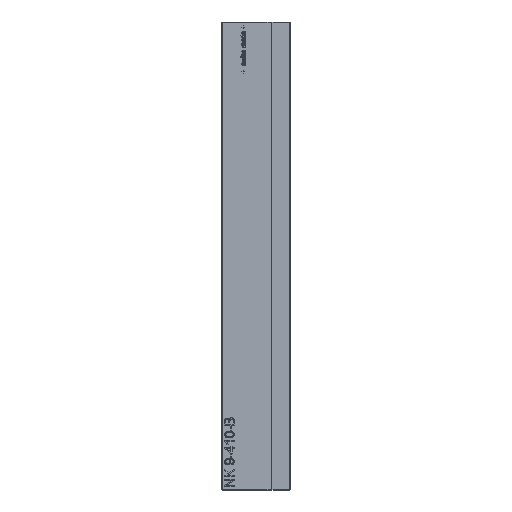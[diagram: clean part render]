
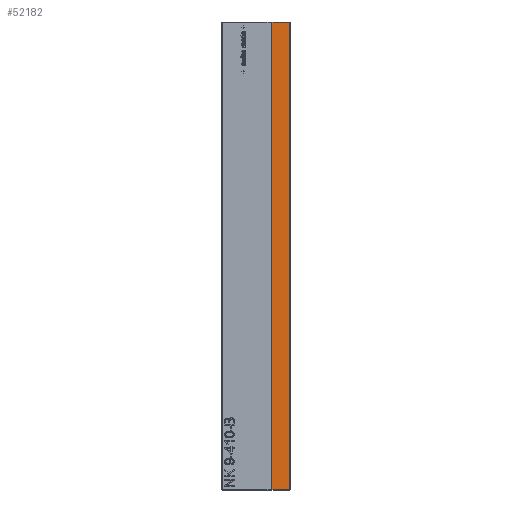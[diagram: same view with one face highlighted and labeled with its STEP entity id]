
A CAD part, left-side view. The second image highlights one B-rep face of the part: STEP entity #52182.
In plain terms, the highlighted planar face has unit normal (-1, 0, 0).
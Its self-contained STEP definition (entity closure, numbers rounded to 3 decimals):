
#51940 = EDGE_CURVE('',#51941,#51943,#51945,.T.);
#51941 = VERTEX_POINT('',#51942);
#51942 = CARTESIAN_POINT('',(-72.5,16.,0.3));
#51943 = VERTEX_POINT('',#51944);
#51944 = CARTESIAN_POINT('',(-72.5,16.,409.7));
#51945 = SURFACE_CURVE('',#51946,(#51950,#51962),.PCURVE_S1.);
#51946 = LINE('',#51947,#51948);
#51947 = CARTESIAN_POINT('',(-72.5,16.,0.));
#51948 = VECTOR('',#51949,1.);
#51949 = DIRECTION('',(0.,0.,1.));
#51950 = PCURVE('',#51951,#51956);
#51951 = PLANE('',#51952);
#51952 = AXIS2_PLACEMENT_3D('',#51953,#51954,#51955);
#51953 = CARTESIAN_POINT('',(-38.99,16.,0.));
#51954 = DIRECTION('',(0.,-1.,0.));
#51955 = DIRECTION('',(-1.,0.,0.));
#51956 = DEFINITIONAL_REPRESENTATION('',(#51957),#51961);
#51957 = LINE('',#51958,#51959);
#51958 = CARTESIAN_POINT('',(33.51,0.));
#51959 = VECTOR('',#51960,1.);
#51960 = DIRECTION('',(0.,-1.));
#51961 = ( GEOMETRIC_REPRESENTATION_CONTEXT(2) 
PARAMETRIC_REPRESENTATION_CONTEXT() REPRESENTATION_CONTEXT('2D SPACE',''
  ) );
#51962 = PCURVE('',#51963,#51968);
#51963 = PLANE('',#51964);
#51964 = AXIS2_PLACEMENT_3D('',#51965,#51966,#51967);
#51965 = CARTESIAN_POINT('',(-72.5,0.,0.));
#51966 = DIRECTION('',(-1.,0.,0.));
#51967 = DIRECTION('',(0.,1.,0.));
#51968 = DEFINITIONAL_REPRESENTATION('',(#51969),#51973);
#51969 = LINE('',#51970,#51971);
#51970 = CARTESIAN_POINT('',(16.,0.));
#51971 = VECTOR('',#51972,1.);
#51972 = DIRECTION('',(0.,-1.));
#51973 = ( GEOMETRIC_REPRESENTATION_CONTEXT(2) 
PARAMETRIC_REPRESENTATION_CONTEXT() REPRESENTATION_CONTEXT('2D SPACE',''
  ) );
#51991 = PLANE('',#51992);
#51992 = AXIS2_PLACEMENT_3D('',#51993,#51994,#51995);
#51993 = CARTESIAN_POINT('',(-72.35,0.,0.15));
#51994 = DIRECTION('',(0.707,0.,
    0.707));
#51995 = DIRECTION('',(0.,-1.,0.));
#52101 = PLANE('',#52102);
#52102 = AXIS2_PLACEMENT_3D('',#52103,#52104,#52105);
#52103 = CARTESIAN_POINT('',(-72.35,0.,409.85));
#52104 = DIRECTION('',(-0.707,0.,
    0.707));
#52105 = DIRECTION('',(0.,-1.,0.));
#52182 = ADVANCED_FACE('',(#52183),#51963,.T.);
#52183 = FACE_BOUND('',#52184,.T.);
#52184 = EDGE_LOOP('',(#52185,#52186,#52209,#52237));
#52185 = ORIENTED_EDGE('',*,*,#51940,.F.);
#52186 = ORIENTED_EDGE('',*,*,#52187,.F.);
#52187 = EDGE_CURVE('',#52188,#51941,#52190,.T.);
#52188 = VERTEX_POINT('',#52189);
#52189 = CARTESIAN_POINT('',(-72.5,0.3,0.3));
#52190 = SURFACE_CURVE('',#52191,(#52195,#52202),.PCURVE_S1.);
#52191 = LINE('',#52192,#52193);
#52192 = CARTESIAN_POINT('',(-72.5,0.,0.3));
#52193 = VECTOR('',#52194,1.);
#52194 = DIRECTION('',(0.,1.,0.));
#52195 = PCURVE('',#51963,#52196);
#52196 = DEFINITIONAL_REPRESENTATION('',(#52197),#52201);
#52197 = LINE('',#52198,#52199);
#52198 = CARTESIAN_POINT('',(0.,-0.3));
#52199 = VECTOR('',#52200,1.);
#52200 = DIRECTION('',(1.,0.));
#52201 = ( GEOMETRIC_REPRESENTATION_CONTEXT(2) 
PARAMETRIC_REPRESENTATION_CONTEXT() REPRESENTATION_CONTEXT('2D SPACE',''
  ) );
#52202 = PCURVE('',#51991,#52203);
#52203 = DEFINITIONAL_REPRESENTATION('',(#52204),#52208);
#52204 = LINE('',#52205,#52206);
#52205 = CARTESIAN_POINT('',(0.,-0.212));
#52206 = VECTOR('',#52207,1.);
#52207 = DIRECTION('',(-1.,0.));
#52208 = ( GEOMETRIC_REPRESENTATION_CONTEXT(2) 
PARAMETRIC_REPRESENTATION_CONTEXT() REPRESENTATION_CONTEXT('2D SPACE',''
  ) );
#52209 = ORIENTED_EDGE('',*,*,#52210,.T.);
#52210 = EDGE_CURVE('',#52188,#52211,#52213,.T.);
#52211 = VERTEX_POINT('',#52212);
#52212 = CARTESIAN_POINT('',(-72.5,0.3,409.7));
#52213 = SURFACE_CURVE('',#52214,(#52218,#52225),.PCURVE_S1.);
#52214 = LINE('',#52215,#52216);
#52215 = CARTESIAN_POINT('',(-72.5,0.3,0.));
#52216 = VECTOR('',#52217,1.);
#52217 = DIRECTION('',(0.,0.,1.));
#52218 = PCURVE('',#51963,#52219);
#52219 = DEFINITIONAL_REPRESENTATION('',(#52220),#52224);
#52220 = LINE('',#52221,#52222);
#52221 = CARTESIAN_POINT('',(0.3,0.));
#52222 = VECTOR('',#52223,1.);
#52223 = DIRECTION('',(0.,-1.));
#52224 = ( GEOMETRIC_REPRESENTATION_CONTEXT(2) 
PARAMETRIC_REPRESENTATION_CONTEXT() REPRESENTATION_CONTEXT('2D SPACE',''
  ) );
#52225 = PCURVE('',#52226,#52231);
#52226 = PLANE('',#52227);
#52227 = AXIS2_PLACEMENT_3D('',#52228,#52229,#52230);
#52228 = CARTESIAN_POINT('',(-72.35,0.15,0.));
#52229 = DIRECTION('',(0.707,0.707,
    0.));
#52230 = DIRECTION('',(0.,0.,1.));
#52231 = DEFINITIONAL_REPRESENTATION('',(#52232),#52236);
#52232 = LINE('',#52233,#52234);
#52233 = CARTESIAN_POINT('',(0.,-0.212));
#52234 = VECTOR('',#52235,1.);
#52235 = DIRECTION('',(1.,0.));
#52236 = ( GEOMETRIC_REPRESENTATION_CONTEXT(2) 
PARAMETRIC_REPRESENTATION_CONTEXT() REPRESENTATION_CONTEXT('2D SPACE',''
  ) );
#52237 = ORIENTED_EDGE('',*,*,#52238,.T.);
#52238 = EDGE_CURVE('',#52211,#51943,#52239,.T.);
#52239 = SURFACE_CURVE('',#52240,(#52244,#52251),.PCURVE_S1.);
#52240 = LINE('',#52241,#52242);
#52241 = CARTESIAN_POINT('',(-72.5,0.,409.7));
#52242 = VECTOR('',#52243,1.);
#52243 = DIRECTION('',(0.,1.,0.));
#52244 = PCURVE('',#51963,#52245);
#52245 = DEFINITIONAL_REPRESENTATION('',(#52246),#52250);
#52246 = LINE('',#52247,#52248);
#52247 = CARTESIAN_POINT('',(0.,-409.7));
#52248 = VECTOR('',#52249,1.);
#52249 = DIRECTION('',(1.,0.));
#52250 = ( GEOMETRIC_REPRESENTATION_CONTEXT(2) 
PARAMETRIC_REPRESENTATION_CONTEXT() REPRESENTATION_CONTEXT('2D SPACE',''
  ) );
#52251 = PCURVE('',#52101,#52252);
#52252 = DEFINITIONAL_REPRESENTATION('',(#52253),#52257);
#52253 = LINE('',#52254,#52255);
#52254 = CARTESIAN_POINT('',(0.,-0.212));
#52255 = VECTOR('',#52256,1.);
#52256 = DIRECTION('',(-1.,0.));
#52257 = ( GEOMETRIC_REPRESENTATION_CONTEXT(2) 
PARAMETRIC_REPRESENTATION_CONTEXT() REPRESENTATION_CONTEXT('2D SPACE',''
  ) );
